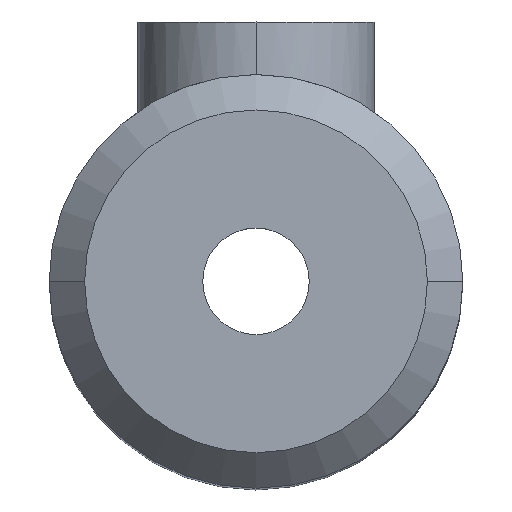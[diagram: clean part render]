
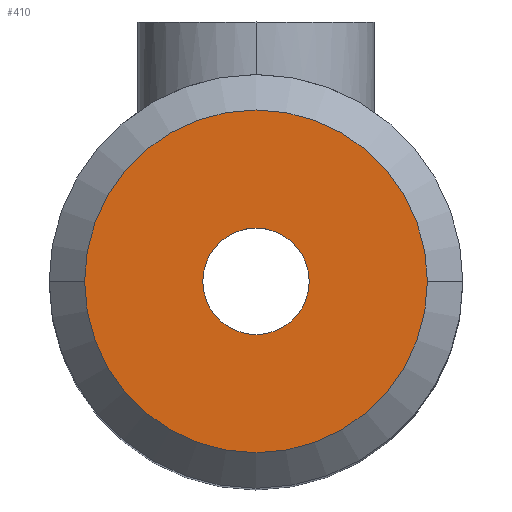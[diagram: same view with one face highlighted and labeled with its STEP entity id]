
A CAD part, top view. The second image highlights one B-rep face of the part: STEP entity #410.
In plain terms, the highlighted planar face has unit normal (0, 0, 1).
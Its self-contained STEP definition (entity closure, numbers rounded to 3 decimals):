
#11 = DIRECTION ( 'NONE',  ( 0., 0., 1. ) ) ;
#14 = DIRECTION ( 'NONE',  ( 0., 0., 1. ) ) ;
#60 = FACE_BOUND ( 'NONE', #404, .T. ) ;
#73 = DIRECTION ( 'NONE',  ( 1., 0., 0. ) ) ;
#74 = VERTEX_POINT ( 'NONE', #695 ) ;
#84 = FACE_OUTER_BOUND ( 'NONE', #553, .T. ) ;
#159 = CARTESIAN_POINT ( 'NONE',  ( 14.5, 0., 89. ) ) ;
#166 = AXIS2_PLACEMENT_3D ( 'NONE', #683, #471, #73 ) ;
#188 = ORIENTED_EDGE ( 'NONE', *, *, #453, .F. ) ;
#200 = VERTEX_POINT ( 'NONE', #319 ) ;
#228 = CIRCLE ( 'NONE', #279, 4.5 ) ;
#239 = DIRECTION ( 'NONE',  ( 1., 0., 0. ) ) ;
#242 = VERTEX_POINT ( 'NONE', #159 ) ;
#250 = DIRECTION ( 'NONE',  ( 1., 0., 0. ) ) ;
#279 = AXIS2_PLACEMENT_3D ( 'NONE', #622, #295, #239 ) ;
#295 = DIRECTION ( 'NONE',  ( 0., 0., 1. ) ) ;
#297 = DIRECTION ( 'NONE',  ( 1., 0., 0. ) ) ;
#301 = EDGE_CURVE ( 'NONE', #242, #74, #688, .T. ) ;
#306 = CARTESIAN_POINT ( 'NONE',  ( 0., 0., 89. ) ) ;
#319 = CARTESIAN_POINT ( 'NONE',  ( 4.5, 0., 89. ) ) ;
#320 = AXIS2_PLACEMENT_3D ( 'NONE', #306, #637, #250 ) ;
#337 = EDGE_CURVE ( 'NONE', #74, #242, #396, .T. ) ;
#353 = CARTESIAN_POINT ( 'NONE',  ( 0., 0., 89. ) ) ;
#379 = EDGE_CURVE ( 'NONE', #664, #200, #228, .T. ) ;
#396 = CIRCLE ( 'NONE', #166, 14.5 ) ;
#404 = EDGE_LOOP ( 'NONE', ( #188, #490 ) ) ;
#410 = ADVANCED_FACE ( 'NONE', ( #84, #60 ), #625, .T. ) ;
#415 = CARTESIAN_POINT ( 'NONE',  ( 0., 0., 89. ) ) ;
#436 = AXIS2_PLACEMENT_3D ( 'NONE', #353, #11, #297 ) ;
#453 = EDGE_CURVE ( 'NONE', #200, #664, #501, .T. ) ;
#471 = DIRECTION ( 'NONE',  ( 0., 0., 1. ) ) ;
#490 = ORIENTED_EDGE ( 'NONE', *, *, #379, .F. ) ;
#501 = CIRCLE ( 'NONE', #320, 4.5 ) ;
#535 = CARTESIAN_POINT ( 'NONE',  ( -4.5, 0., 89. ) ) ;
#539 = ORIENTED_EDGE ( 'NONE', *, *, #301, .T. ) ;
#553 = EDGE_LOOP ( 'NONE', ( #658, #539 ) ) ;
#573 = DIRECTION ( 'NONE',  ( 1., 0., 0. ) ) ;
#615 = AXIS2_PLACEMENT_3D ( 'NONE', #415, #14, #573 ) ;
#622 = CARTESIAN_POINT ( 'NONE',  ( 0., 0., 89. ) ) ;
#625 = PLANE ( 'NONE',  #436 ) ;
#637 = DIRECTION ( 'NONE',  ( 0., 0., 1. ) ) ;
#658 = ORIENTED_EDGE ( 'NONE', *, *, #337, .T. ) ;
#664 = VERTEX_POINT ( 'NONE', #535 ) ;
#683 = CARTESIAN_POINT ( 'NONE',  ( 0., 0., 89. ) ) ;
#688 = CIRCLE ( 'NONE', #615, 14.5 ) ;
#695 = CARTESIAN_POINT ( 'NONE',  ( -14.5, 0., 89. ) ) ;
